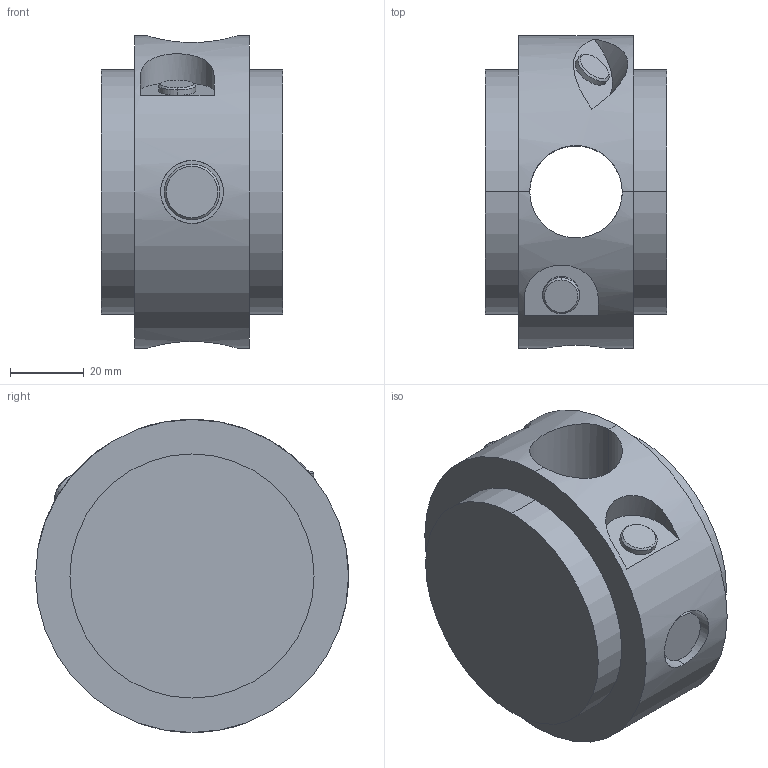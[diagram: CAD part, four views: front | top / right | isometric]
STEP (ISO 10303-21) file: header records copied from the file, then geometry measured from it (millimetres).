
FILE_DESCRIPTION (( 'STEP AP203' ), '1' );
FILE_NAME ('IRB1600_X-120_IRC5_rev1_LINK5.STEP', '2017-07-12T06:38:10', ( 'ABB' ), ( 'ABB' ), 'SwSTEP 2.0', 'SolidWorks 2016', '' );
FILE_SCHEMA (( 'CONFIG_CONTROL_DESIGN' ));
Length unit declared in the file: millimetre
Products named in the file (1): IRB1600_X-120_IRC5_rev1_LINK5
Bounding box: 49 x 84.6 x 84.6 mm (x, y, z)
Volume: 192327.8 mm3; surface area: 29648.9 mm2
Topology: 1 solids, 1 shells, 36 faces, 74 edges, 46 vertices
Faces by surface type: cylinder 18, plane 12, cone 6
Entity records: 1373 total; most frequent: CARTESIAN_POINT 514, DIRECTION 175, ORIENTED_EDGE 148, EDGE_CURVE 74, AXIS2_PLACEMENT_3D 73, VERTEX_POINT 46, EDGE_LOOP 44, CIRCLE 36
